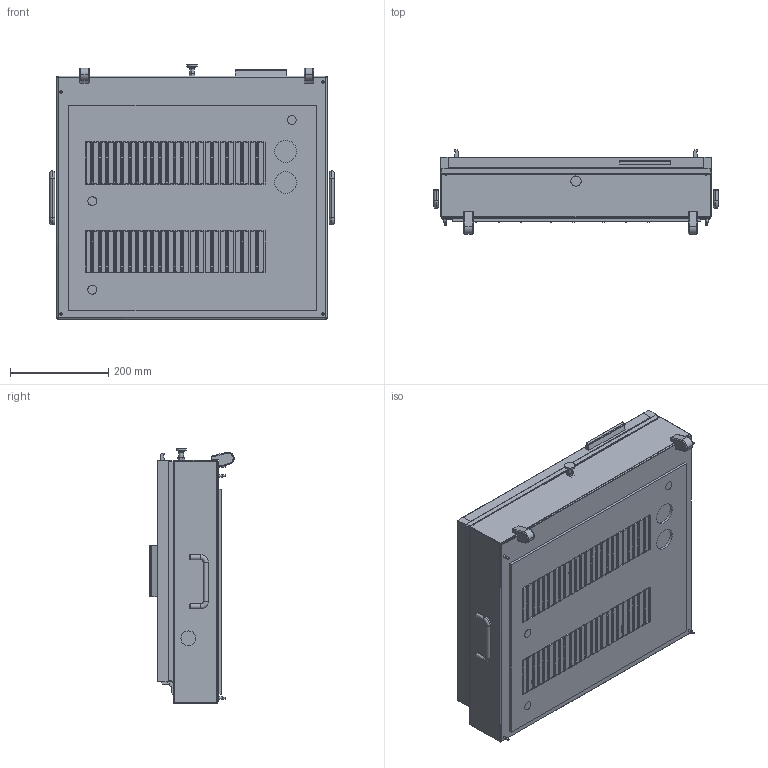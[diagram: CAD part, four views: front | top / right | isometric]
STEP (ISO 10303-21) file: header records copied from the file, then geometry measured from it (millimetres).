
FILE_DESCRIPTION (( 'STEP AP214' ), '1' );
FILE_NAME ('13898~0.STEP', '2019-08-02T10:29:57', ( '' ), ( '' ), 'SwSTEP 2.0', 'SolidWorks 2018', '' );
FILE_SCHEMA (( 'AUTOMOTIVE_DESIGN' ));
Length unit declared in the file: millimetre
Products named in the file (1): 13898~0
Bounding box: 579.6 x 171.48 x 518 mm (x, y, z)
Volume: 7582076.4 mm3; surface area: 2229578.7 mm2
Topology: 4 solids, 4 shells, 1630 faces, 4183 edges, 2695 vertices
Faces by surface type: plane 970, cylinder 563, torus 42, bspline 36, cone 18, sphere 1
Entity records: 58773 total; most frequent: CARTESIAN_POINT 10576, DIRECTION 8526, ORIENTED_EDGE 8356, EDGE_CURVE 4178, LINE 2852, VECTOR 2852, AXIS2_PLACEMENT_3D 2837, VERTEX_POINT 2693
